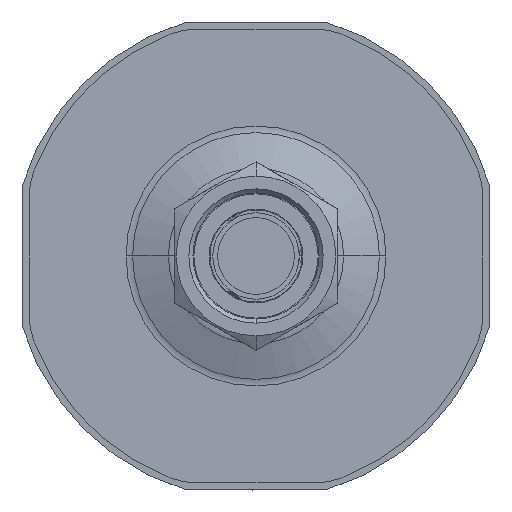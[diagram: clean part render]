
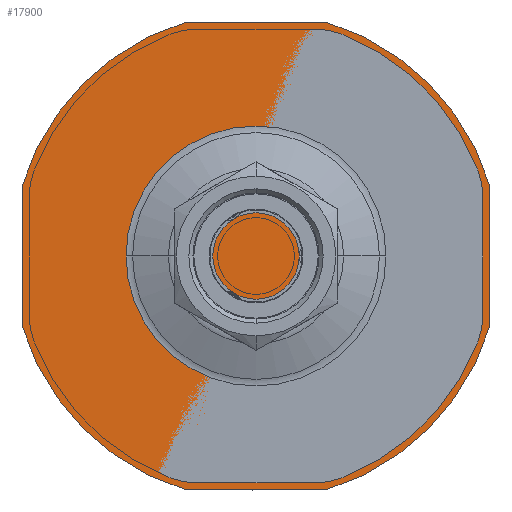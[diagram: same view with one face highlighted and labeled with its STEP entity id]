
A CAD part, front view. The second image highlights one B-rep face of the part: STEP entity #17900.
In plain terms, the highlighted planar face has unit normal (0, -1, 0).
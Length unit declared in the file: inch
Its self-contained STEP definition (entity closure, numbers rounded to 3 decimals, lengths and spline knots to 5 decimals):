
#724 = AXIS2_PLACEMENT_3D ( 'NONE', #3663, #18967, #20984 ) ;
#1743 = FACE_OUTER_BOUND ( 'NONE', #11672, .T. ) ;
#2979 = EDGE_CURVE ( 'NONE', #12692, #14592, #25992, .T. ) ;
#3098 = CARTESIAN_POINT ( 'NONE',  ( -1.52415, 1.08855, -0.45491 ) ) ;
#3663 = CARTESIAN_POINT ( 'NONE',  ( 0., 1.08855, 0. ) ) ;
#3993 = DIRECTION ( 'NONE',  ( 0., -1., 0. ) ) ;
#4461 = AXIS2_PLACEMENT_3D ( 'NONE', #24664, #29307, #8902 ) ;
#5903 = DIRECTION ( 'NONE',  ( 0., 0., 1. ) ) ;
#6102 = CIRCLE ( 'NONE', #4461, 1.59059 ) ;
#6261 = ORIENTED_EDGE ( 'NONE', *, *, #21657, .T. ) ;
#8610 = CIRCLE ( 'NONE', #21549, 1.59059 ) ;
#8902 = DIRECTION ( 'NONE',  ( 1., 0., 0. ) ) ;
#9309 = ORIENTED_EDGE ( 'NONE', *, *, #9533, .T. ) ;
#9533 = EDGE_CURVE ( 'NONE', #14592, #29753, #13729, .T. ) ;
#9947 = ORIENTED_EDGE ( 'NONE', *, *, #19057, .T. ) ;
#10254 = CARTESIAN_POINT ( 'NONE',  ( 0.45491, 1.08855, -1.52415 ) ) ;
#10458 = CARTESIAN_POINT ( 'NONE',  ( -0.45491, 1.08855, 1.52415 ) ) ;
#10641 = CARTESIAN_POINT ( 'NONE',  ( 0., 1.08855, 0. ) ) ;
#10679 = LINE ( 'NONE', #23711, #16817 ) ;
#10862 = DIRECTION ( 'NONE',  ( -1., 0., 0. ) ) ;
#11483 = VERTEX_POINT ( 'NONE', #10254 ) ;
#11672 = EDGE_LOOP ( 'NONE', ( #23147, #29065, #13831, #9309, #16116, #9947, #29227, #6261 ) ) ;
#12200 = LINE ( 'NONE', #20037, #12612 ) ;
#12612 = VECTOR ( 'NONE', #5903, 39.37008 ) ;
#12692 = VERTEX_POINT ( 'NONE', #19959 ) ;
#12964 = DIRECTION ( 'NONE',  ( 1., 0., 0. ) ) ;
#13478 = DIRECTION ( 'NONE',  ( 1., 0., 0. ) ) ;
#13729 = CIRCLE ( 'NONE', #724, 1.59059 ) ;
#13831 = ORIENTED_EDGE ( 'NONE', *, *, #2979, .T. ) ;
#13929 = AXIS2_PLACEMENT_3D ( 'NONE', #10641, #26802, #12964 ) ;
#14592 = VERTEX_POINT ( 'NONE', #10458 ) ;
#14787 = EDGE_CURVE ( 'NONE', #14799, #12692, #25301, .T. ) ;
#14799 = VERTEX_POINT ( 'NONE', #22796 ) ;
#15793 = CARTESIAN_POINT ( 'NONE',  ( 0., 1.08855, 0. ) ) ;
#15861 = CARTESIAN_POINT ( 'NONE',  ( -1.52415, 1.08855, -1.06044 ) ) ;
#16116 = ORIENTED_EDGE ( 'NONE', *, *, #19098, .T. ) ;
#16817 = VECTOR ( 'NONE', #21600, 39.37008 ) ;
#16995 = AXIS2_PLACEMENT_3D ( 'NONE', #15793, #29619, #13478 ) ;
#17065 = EDGE_CURVE ( 'NONE', #17103, #11483, #10679, .T. ) ;
#17103 = VERTEX_POINT ( 'NONE', #18360 ) ;
#17815 = DIRECTION ( 'NONE',  ( 1., 0., 0. ) ) ;
#17900 = ADVANCED_FACE ( 'NONE', ( #1743 ), #22145, .F. ) ;
#18360 = CARTESIAN_POINT ( 'NONE',  ( -0.45491, 1.08855, -1.52415 ) ) ;
#18441 = DIRECTION ( 'NONE',  ( 0., 0., -1. ) ) ;
#18488 = EDGE_CURVE ( 'NONE', #24096, #14799, #12200, .T. ) ;
#18742 = CARTESIAN_POINT ( 'NONE',  ( 1.52415, 1.08855, -0.45491 ) ) ;
#18967 = DIRECTION ( 'NONE',  ( 0., -1., 0. ) ) ;
#19057 = EDGE_CURVE ( 'NONE', #22861, #17103, #6102, .T. ) ;
#19098 = EDGE_CURVE ( 'NONE', #29753, #22861, #28558, .T. ) ;
#19959 = CARTESIAN_POINT ( 'NONE',  ( 0.45491, 1.08855, 1.52415 ) ) ;
#20037 = CARTESIAN_POINT ( 'NONE',  ( 1.52415, 1.08855, 1.06044 ) ) ;
#20124 = CARTESIAN_POINT ( 'NONE',  ( 0., 1.08855, 0. ) ) ;
#20336 = CARTESIAN_POINT ( 'NONE',  ( -1.06044, 1.08855, 1.52415 ) ) ;
#20984 = DIRECTION ( 'NONE',  ( 1., 0., 0. ) ) ;
#21549 = AXIS2_PLACEMENT_3D ( 'NONE', #20124, #3993, #17815 ) ;
#21600 = DIRECTION ( 'NONE',  ( 1., 0., 0. ) ) ;
#21657 = EDGE_CURVE ( 'NONE', #11483, #24096, #8610, .T. ) ;
#22145 = PLANE ( 'NONE',  #13929 ) ;
#22486 = CARTESIAN_POINT ( 'NONE',  ( -1.52415, 1.08855, 0.45491 ) ) ;
#22796 = CARTESIAN_POINT ( 'NONE',  ( 1.52415, 1.08855, 0.45491 ) ) ;
#22861 = VERTEX_POINT ( 'NONE', #3098 ) ;
#23147 = ORIENTED_EDGE ( 'NONE', *, *, #18488, .T. ) ;
#23711 = CARTESIAN_POINT ( 'NONE',  ( 1.06044, 1.08855, -1.52415 ) ) ;
#24096 = VERTEX_POINT ( 'NONE', #18742 ) ;
#24664 = CARTESIAN_POINT ( 'NONE',  ( 0., 1.08855, 0. ) ) ;
#25301 = CIRCLE ( 'NONE', #16995, 1.59059 ) ;
#25903 = VECTOR ( 'NONE', #18441, 39.37008 ) ;
#25992 = LINE ( 'NONE', #20336, #27458 ) ;
#26802 = DIRECTION ( 'NONE',  ( 0., 1., 0. ) ) ;
#27458 = VECTOR ( 'NONE', #10862, 39.37008 ) ;
#28558 = LINE ( 'NONE', #15861, #25903 ) ;
#29065 = ORIENTED_EDGE ( 'NONE', *, *, #14787, .T. ) ;
#29227 = ORIENTED_EDGE ( 'NONE', *, *, #17065, .T. ) ;
#29307 = DIRECTION ( 'NONE',  ( 0., -1., 0. ) ) ;
#29619 = DIRECTION ( 'NONE',  ( 0., -1., 0. ) ) ;
#29753 = VERTEX_POINT ( 'NONE', #22486 ) ;
